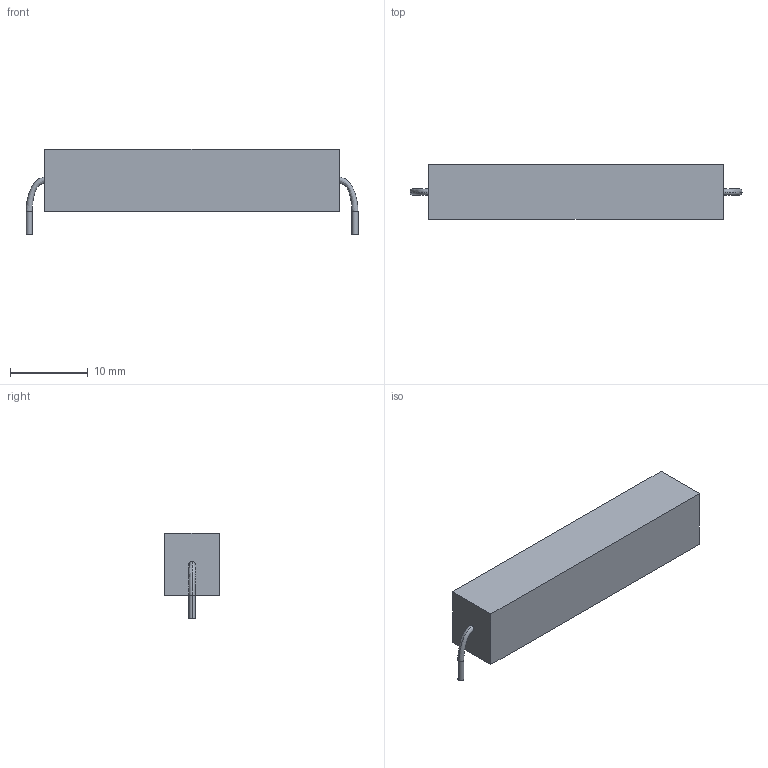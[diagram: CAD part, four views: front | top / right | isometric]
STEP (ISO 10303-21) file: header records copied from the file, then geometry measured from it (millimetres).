
FILE_DESCRIPTION (( 'STEP AP214' ), '1' );
FILE_NAME ('SBCHE.STEP', '2024-02-26T10:50:34', ( '' ), ( '' ), 'SwSTEP 2.0', 'SolidWorks 2019', '' );
FILE_SCHEMA (( 'AUTOMOTIVE_DESIGN' ));
Length unit declared in the file: millimetre
Products named in the file (1): SBCHE
Bounding box: 42.8 x 7 x 11 mm (x, y, z)
Volume: 2135.5 mm3; surface area: 1294.6 mm2
Topology: 5 solids, 5 shells, 28 faces, 48 edges, 32 vertices
Faces by surface type: plane 16, cylinder 8, bspline 4
Entity records: 1198 total; most frequent: CARTESIAN_POINT 405, DIRECTION 118, ORIENTED_EDGE 96, AXIS2_PLACEMENT_3D 49, EDGE_CURVE 48, VERTEX_POINT 32, EDGE_LOOP 30, FACE_OUTER_BOUND 28
